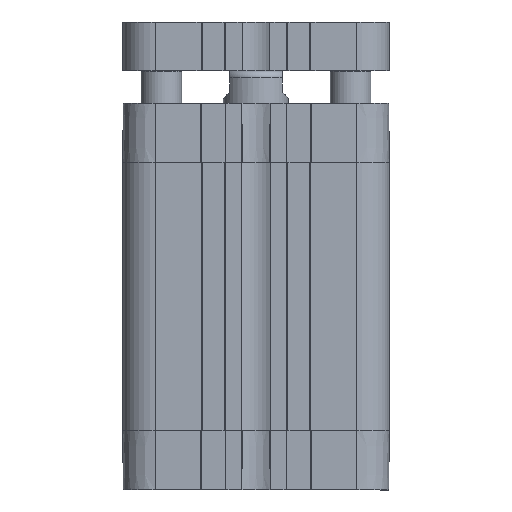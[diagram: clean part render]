
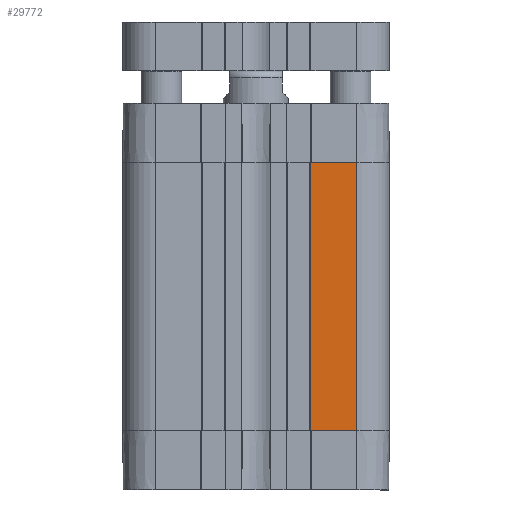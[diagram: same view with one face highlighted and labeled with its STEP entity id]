
A CAD part, front view. The second image highlights one B-rep face of the part: STEP entity #29772.
In plain terms, the highlighted planar face has unit normal (0, -1, 0).
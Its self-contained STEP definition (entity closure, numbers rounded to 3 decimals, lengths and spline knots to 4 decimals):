
#1170=LINE($,#53362,#3413);
#1198=LINE($,#53440,#3441);
#1251=LINE($,#53611,#3494);
#1253=LINE($,#53614,#3496);
#3413=VECTOR($,#33799,1.125);
#3441=VECTOR($,#33885,1.125);
#3494=VECTOR($,#34038,6.6);
#3496=VECTOR($,#34042,6.6);
#7136=PLANE($,#30983);
#8921=FACE_OUTER_BOUND($,#10682,.T.);
#10682=EDGE_LOOP($,(#24755,#24756,#24757,#24758));
#13970=VERTEX_POINT($,#53359);
#13971=VERTEX_POINT($,#53361);
#13991=VERTEX_POINT($,#53437);
#13992=VERTEX_POINT($,#53439);
#17763=EDGE_CURVE($,#13971,#13970,#1170,.T.);
#17802=EDGE_CURVE($,#13992,#13991,#1198,.T.);
#17892=EDGE_CURVE($,#13992,#13970,#1251,.T.);
#17894=EDGE_CURVE($,#13991,#13971,#1253,.T.);
#24755=ORIENTED_EDGE($,*,*,#17892,.F.);
#24756=ORIENTED_EDGE($,*,*,#17802,.T.);
#24757=ORIENTED_EDGE($,*,*,#17894,.T.);
#24758=ORIENTED_EDGE($,*,*,#17763,.T.);
#29772=ADVANCED_FACE($,(#8921),#7136,.T.);
#30983=AXIS2_PLACEMENT_3D($,#53613,#34040,#34041);
#33799=DIRECTION($,(-1.,0.,0.));
#33885=DIRECTION($,(1.,0.,0.));
#34038=DIRECTION($,(0.,0.,1.));
#34040=DIRECTION('center_axis',(0.,-1.,0.));
#34041=DIRECTION('ref_axis',(0.,0.,-1.));
#34042=DIRECTION($,(0.,0.,1.));
#53359=CARTESIAN_POINT('',(1.35,-3.275,8.05));
#53361=CARTESIAN_POINT('',(2.475,-3.275,8.05));
#53362=CARTESIAN_POINT($,(2.475,-3.275,8.05));
#53437=CARTESIAN_POINT('',(2.475,-3.275,1.45));
#53439=CARTESIAN_POINT('',(1.35,-3.275,1.45));
#53440=CARTESIAN_POINT($,(1.35,-3.275,1.45));
#53611=CARTESIAN_POINT($,(1.35,-3.275,1.45));
#53613=CARTESIAN_POINT('Origin',(2.475,-3.275,1.45));
#53614=CARTESIAN_POINT($,(2.475,-3.275,1.45));
